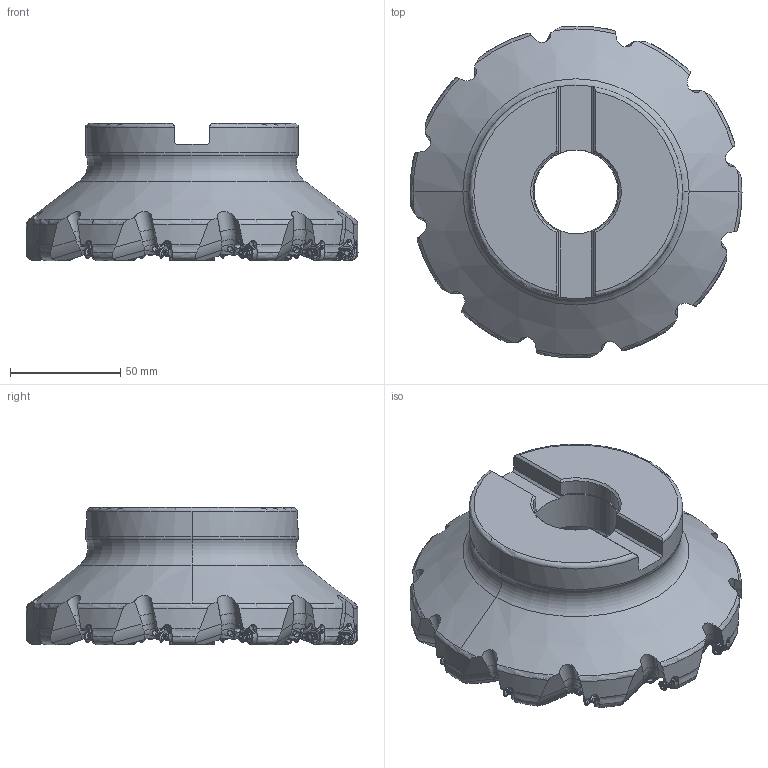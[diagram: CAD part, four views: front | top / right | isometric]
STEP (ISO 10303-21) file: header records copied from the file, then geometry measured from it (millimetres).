
FILE_DESCRIPTION(/* description */ (''),/* implementation_level */ '2;1');
FILE_NAME(/* name */ 'WWX200UR6_0012EA.stp',/* time_stamp */ '2022-11-25T16:42:41+09:00',/* author */ (''),/* organization */ (''),/* preprocessor_version */ 'ST-DEVELOPER v16',/* originating_system */ 'SIEMENS PLM Software NX 10.0',/* authorisation */ '');
FILE_SCHEMA (('AUTOMOTIVE_DESIGN { 1 0 10303 214 3 1 1 1 }'));
Products named in the file (1): WWX200UR6_0012EA_ASM
Bounding box: 150.8 x 150.79 x 62.31 mm (x, y, z)
Volume: 570186.6 mm3; surface area: 66546 mm2
Topology: 13 solids, 13 shells, 1464 faces, 4249 edges, 2728 vertices
Faces by surface type: cylinder 492, plane 356, bspline 180, sphere 168, cone 120, torus 76, extrusion 72
Entity records: 88589 total; most frequent: CARTESIAN_POINT 52907, ORIENTED_EDGE 8258, DIRECTION 6364, EDGE_CURVE 4129, VERTEX_POINT 2713, AXIS2_PLACEMENT_3D 2676, B_SPLINE_CURVE_WITH_KNOTS 1853, EDGE_LOOP 1512
